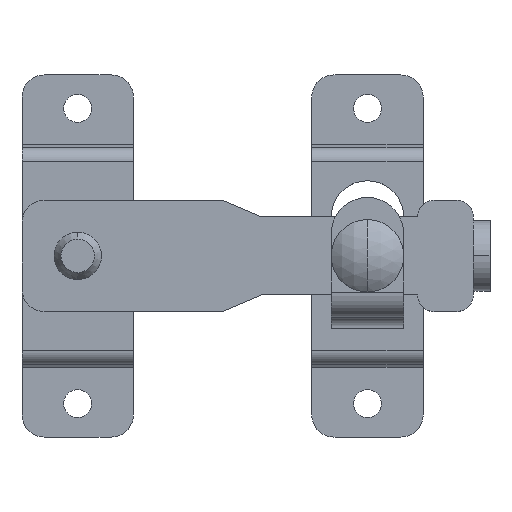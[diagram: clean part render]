
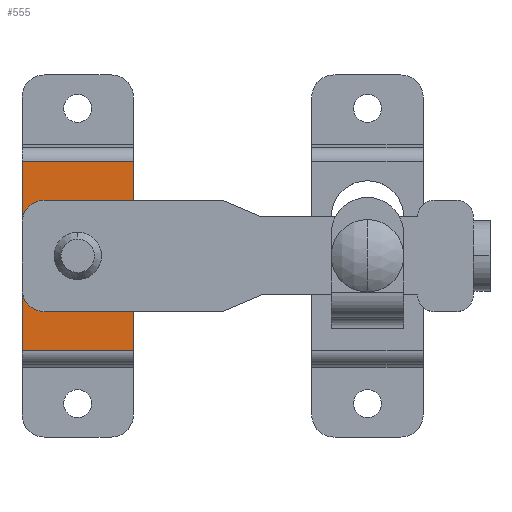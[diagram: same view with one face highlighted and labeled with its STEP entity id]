
A CAD part, top view. The second image highlights one B-rep face of the part: STEP entity #555.
In plain terms, the highlighted planar face has unit normal (0, 0, 1).
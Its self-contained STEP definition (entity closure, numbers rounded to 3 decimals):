
#59 = CARTESIAN_POINT ( 'NONE',  ( -10., 17., 6.5 ) ) ;
#90 = DIRECTION ( 'NONE',  ( 1., 0., 0. ) ) ;
#91 = DIRECTION ( 'NONE',  ( 0., 0., 1. ) ) ;
#95 = DIRECTION ( 'NONE',  ( 0., 0., 1. ) ) ;
#96 = CARTESIAN_POINT ( 'NONE',  ( 10., 17., 6.5 ) ) ;
#105 = DIRECTION ( 'NONE',  ( 0., -1., 0. ) ) ;
#112 = CARTESIAN_POINT ( 'NONE',  ( 0., 0., 6.5 ) ) ;
#206 = DIRECTION ( 'NONE',  ( 0., -1., 0. ) ) ;
#222 = CARTESIAN_POINT ( 'NONE',  ( 0., 0., 6.5 ) ) ;
#225 = DIRECTION ( 'NONE',  ( -1., 0., 0. ) ) ;
#228 = CARTESIAN_POINT ( 'NONE',  ( 10., -17., 6.5 ) ) ;
#229 = DIRECTION ( 'NONE',  ( 1., 0., 0. ) ) ;
#231 = DIRECTION ( 'NONE',  ( -1., 0., 0. ) ) ;
#267 = CARTESIAN_POINT ( 'NONE',  ( 10., 17., 6.5 ) ) ;
#411 = EDGE_CURVE ( 'NONE', #3389, #3392, #815, .T. ) ;
#412 = EDGE_CURVE ( 'NONE', #3391, #3393, #816, .T. ) ;
#413 = EDGE_CURVE ( 'NONE', #3392, #3393, #817, .T. ) ;
#414 = EDGE_CURVE ( 'NONE', #3429, #3413, #590, .T. ) ;
#417 = EDGE_CURVE ( 'NONE', #3389, #3391, #818, .T. ) ;
#432 = EDGE_CURVE ( 'NONE', #3413, #3429, #606, .T. ) ;
#555 = ADVANCED_FACE ( 'NONE', ( #962, #963 ), #2486, .F. ) ;
#590 = CIRCLE ( 'NONE', #592, 2.55 ) ;
#591 = VECTOR ( 'NONE', #225, 1000. ) ;
#592 = AXIS2_PLACEMENT_3D ( 'NONE', #222, #95, #229 ) ;
#594 = VECTOR ( 'NONE', #105, 1000. ) ;
#596 = VECTOR ( 'NONE', #206, 1000. ) ;
#606 = CIRCLE ( 'NONE', #1637, 2.55 ) ;
#815 = LINE ( 'NONE', #96, #594 ) ;
#816 = LINE ( 'NONE', #59, #596 ) ;
#817 = LINE ( 'NONE', #228, #591 ) ;
#818 = LINE ( 'NONE', #267, #4353 ) ;
#962 = FACE_BOUND ( 'NONE', #3362, .T. ) ;
#963 = FACE_OUTER_BOUND ( 'NONE', #3363, .T. ) ;
#1637 = AXIS2_PLACEMENT_3D ( 'NONE', #112, #91, #90 ) ;
#1788 = AXIS2_PLACEMENT_3D ( 'NONE', #2487, #2488, #2489 ) ;
#2486 = PLANE ( 'NONE',  #1788 ) ;
#2487 = CARTESIAN_POINT ( 'NONE',  ( 10., 17., 6.5 ) ) ;
#2488 = DIRECTION ( 'NONE',  ( 0., 0., -1. ) ) ;
#2489 = DIRECTION ( 'NONE',  ( 0., 1., 0. ) ) ;
#2980 = CARTESIAN_POINT ( 'NONE',  ( 10., 17., 6.5 ) ) ;
#2982 = CARTESIAN_POINT ( 'NONE',  ( -10., 17., 6.5 ) ) ;
#2983 = CARTESIAN_POINT ( 'NONE',  ( 10., -17., 6.5 ) ) ;
#2984 = CARTESIAN_POINT ( 'NONE',  ( -10., -17., 6.5 ) ) ;
#3004 = CARTESIAN_POINT ( 'NONE',  ( -2.55, 0., 6.5 ) ) ;
#3020 = CARTESIAN_POINT ( 'NONE',  ( 2.55, 0., 6.5 ) ) ;
#3276 = ORIENTED_EDGE ( 'NONE', *, *, #412, .T. ) ;
#3277 = ORIENTED_EDGE ( 'NONE', *, *, #414, .F. ) ;
#3278 = ORIENTED_EDGE ( 'NONE', *, *, #432, .F. ) ;
#3279 = ORIENTED_EDGE ( 'NONE', *, *, #411, .F. ) ;
#3280 = ORIENTED_EDGE ( 'NONE', *, *, #413, .F. ) ;
#3281 = ORIENTED_EDGE ( 'NONE', *, *, #417, .T. ) ;
#3362 = EDGE_LOOP ( 'NONE', ( #3277, #3278 ) ) ;
#3363 = EDGE_LOOP ( 'NONE', ( #3276, #3280, #3279, #3281 ) ) ;
#3389 = VERTEX_POINT ( 'NONE', #2980 ) ;
#3391 = VERTEX_POINT ( 'NONE', #2982 ) ;
#3392 = VERTEX_POINT ( 'NONE', #2983 ) ;
#3393 = VERTEX_POINT ( 'NONE', #2984 ) ;
#3413 = VERTEX_POINT ( 'NONE', #3004 ) ;
#3429 = VERTEX_POINT ( 'NONE', #3020 ) ;
#4353 = VECTOR ( 'NONE', #231, 1000. ) ;
